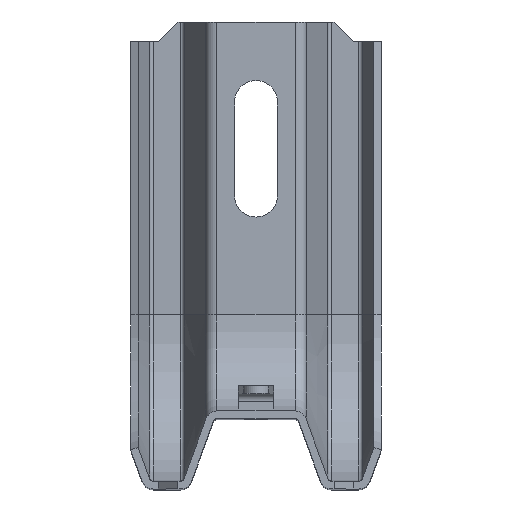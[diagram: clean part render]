
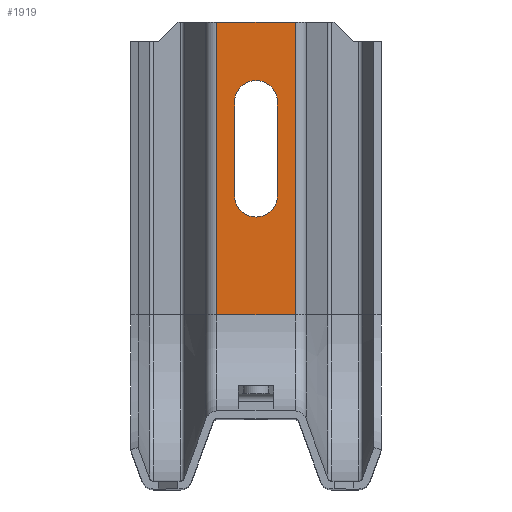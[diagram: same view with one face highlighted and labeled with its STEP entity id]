
A CAD part, top view. The second image highlights one B-rep face of the part: STEP entity #1919.
In plain terms, the highlighted planar face has unit normal (0, 0, 1).
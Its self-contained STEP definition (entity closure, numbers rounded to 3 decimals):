
#67=DIRECTION('',(-1.,0.,0.));
#68=VECTOR('',#67,20.);
#69=CARTESIAN_POINT('',(10.,120.,20.));
#70=LINE('',#69,#68);
#109=DIRECTION('',(0.,-1.,0.));
#110=VECTOR('',#109,75.);
#111=CARTESIAN_POINT('',(-10.,120.,20.));
#112=LINE('',#111,#110);
#113=DIRECTION('',(0.,-1.,0.));
#114=VECTOR('',#113,75.);
#115=CARTESIAN_POINT('',(10.,120.,20.));
#116=LINE('',#115,#114);
#117=DIRECTION('',(0.,-1.,0.));
#118=VECTOR('',#117,24.);
#119=CARTESIAN_POINT('',(-5.5,99.5,20.));
#120=LINE('',#119,#118);
#121=CARTESIAN_POINT('',(0.,75.5,20.));
#122=DIRECTION('',(0.,0.,1.));
#123=DIRECTION('',(-1.,0.,0.));
#124=AXIS2_PLACEMENT_3D('',#121,#122,#123);
#126=DIRECTION('',(0.,1.,0.));
#127=VECTOR('',#126,24.);
#128=CARTESIAN_POINT('',(5.5,75.5,20.));
#129=LINE('',#128,#127);
#130=CARTESIAN_POINT('',(0.,99.5,20.));
#131=DIRECTION('',(0.,0.,1.));
#132=DIRECTION('',(1.,0.,0.));
#133=AXIS2_PLACEMENT_3D('',#130,#131,#132);
#319=DIRECTION('',(-1.,0.,0.));
#320=VECTOR('',#319,20.);
#321=CARTESIAN_POINT('',(10.,45.,20.));
#322=LINE('',#321,#320);
#1419=CARTESIAN_POINT('',(10.,120.,20.));
#1420=VERTEX_POINT('',#1419);
#1421=CARTESIAN_POINT('',(-10.,120.,20.));
#1422=VERTEX_POINT('',#1421);
#1469=CARTESIAN_POINT('',(10.,45.,20.));
#1470=VERTEX_POINT('',#1469);
#1471=CARTESIAN_POINT('',(-10.,45.,20.));
#1472=VERTEX_POINT('',#1471);
#1661=CARTESIAN_POINT('',(-5.5,99.5,20.));
#1662=CARTESIAN_POINT('',(-5.5,75.5,20.));
#1663=VERTEX_POINT('',#1661);
#1664=VERTEX_POINT('',#1662);
#1665=CARTESIAN_POINT('',(5.5,75.5,20.));
#1666=CARTESIAN_POINT('',(5.5,99.5,20.));
#1667=VERTEX_POINT('',#1665);
#1668=VERTEX_POINT('',#1666);
#1896=CARTESIAN_POINT('',(10.,120.,20.));
#1897=DIRECTION('',(0.,0.,1.));
#1898=DIRECTION('',(-1.,0.,0.));
#1899=AXIS2_PLACEMENT_3D('',#1896,#1897,#1898);
#1900=PLANE('',#1899);
#1901=ORIENTED_EDGE('',*,*,#1808,.F.);
#1903=ORIENTED_EDGE('',*,*,#1902,.T.);
#1905=ORIENTED_EDGE('',*,*,#1904,.T.);
#1906=ORIENTED_EDGE('',*,*,#1888,.F.);
#1907=EDGE_LOOP('',(#1901,#1903,#1905,#1906));
#1908=FACE_OUTER_BOUND('',#1907,.F.);
#1910=ORIENTED_EDGE('',*,*,#1909,.T.);
#1912=ORIENTED_EDGE('',*,*,#1911,.T.);
#1914=ORIENTED_EDGE('',*,*,#1913,.T.);
#1916=ORIENTED_EDGE('',*,*,#1915,.T.);
#1917=EDGE_LOOP('',(#1910,#1912,#1914,#1916));
#1918=FACE_BOUND('',#1917,.F.);
#1919=ADVANCED_FACE('',(#1908,#1918),#1900,.T.);
#125=CIRCLE('',#124,5.5);
#134=CIRCLE('',#133,5.5);
#1808=EDGE_CURVE('',#1420,#1422,#70,.T.);
#1888=EDGE_CURVE('',#1422,#1472,#112,.T.);
#1902=EDGE_CURVE('',#1420,#1470,#116,.T.);
#1904=EDGE_CURVE('',#1470,#1472,#322,.T.);
#1909=EDGE_CURVE('',#1663,#1664,#120,.T.);
#1911=EDGE_CURVE('',#1664,#1667,#125,.T.);
#1913=EDGE_CURVE('',#1667,#1668,#129,.T.);
#1915=EDGE_CURVE('',#1668,#1663,#134,.T.);
